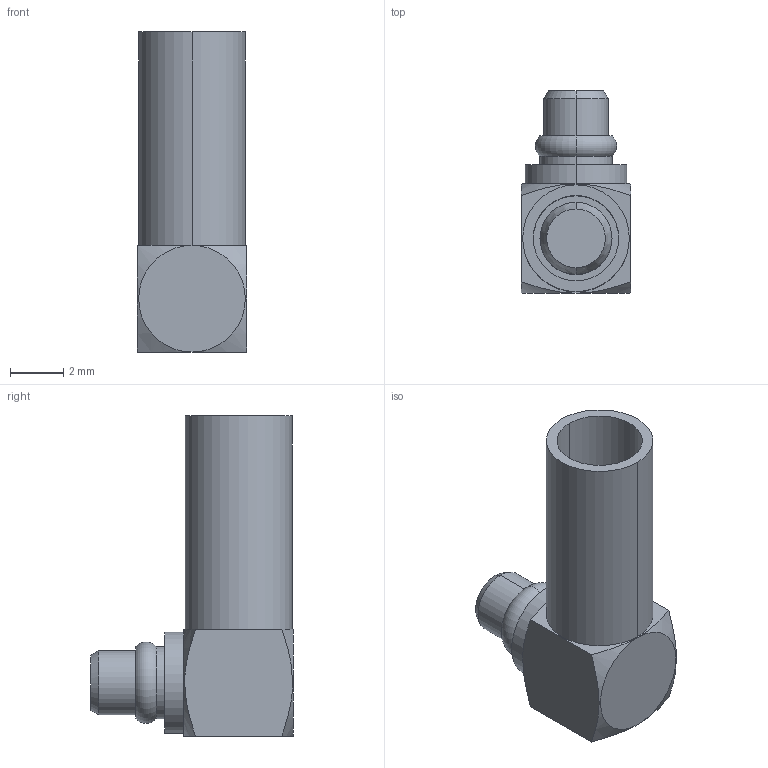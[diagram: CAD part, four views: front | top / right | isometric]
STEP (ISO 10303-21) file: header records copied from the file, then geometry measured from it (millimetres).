
FILE_DESCRIPTION((''),'2;1');
FILE_NAME('PRT0001','2021-08-30T',('Administrator'),(''),'PRO/ENGINEER BY PARAMETRIC TECHNOLOGY CORPORATION, 2012090','PRO/ENGINEER BY PARAMETRIC TECHNOLOGY CORPORATION, 2012090','');
FILE_SCHEMA(('CONFIG_CONTROL_DESIGN'));
Length unit declared in the file: millimetre
Products named in the file (1): PRT0001
Bounding box: 4.1 x 7.6 x 12 mm (x, y, z)
Volume: 155.9 mm3; surface area: 365.6 mm2
Topology: 1 solids, 1 shells, 45 faces, 90 edges, 56 vertices
Faces by surface type: cylinder 16, plane 15, cone 12, torus 2
Entity records: 1313 total; most frequent: CARTESIAN_POINT 312, DIRECTION 218, ORIENTED_EDGE 180, AXIS2_PLACEMENT_3D 95, EDGE_CURVE 90, VERTEX_POINT 56, EDGE_LOOP 54, CIRCLE 50
